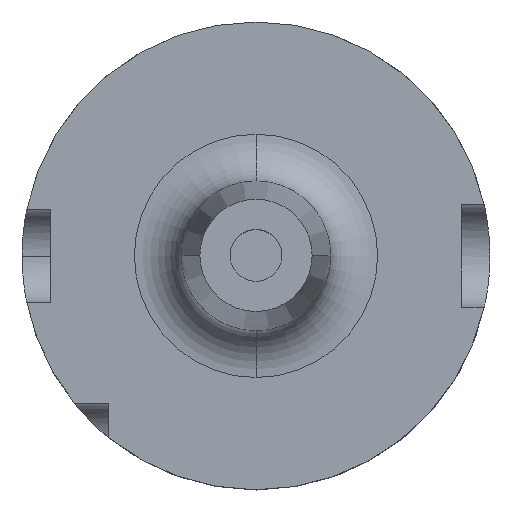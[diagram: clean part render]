
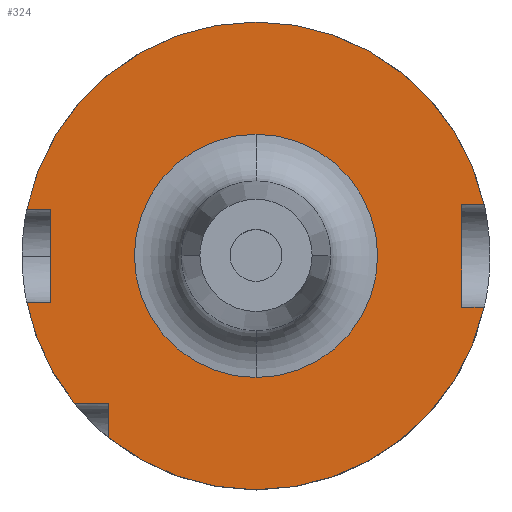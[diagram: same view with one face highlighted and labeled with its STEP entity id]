
A CAD part, top view. The second image highlights one B-rep face of the part: STEP entity #324.
In plain terms, the highlighted planar face has unit normal (0, 0, 1).
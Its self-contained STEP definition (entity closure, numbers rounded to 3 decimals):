
#8 = CIRCLE ( 'NONE', #1744, 50. ) ;
#83 = AXIS2_PLACEMENT_3D ( 'NONE', #1495, #1444, #1518 ) ;
#205 = CARTESIAN_POINT ( 'NONE',  ( 0., 50., 29. ) ) ;
#212 = CARTESIAN_POINT ( 'NONE',  ( 44., 11., 29. ) ) ;
#229 = ORIENTED_EDGE ( 'NONE', *, *, #1743, .F. ) ;
#258 = VERTEX_POINT ( 'NONE', #212 ) ;
#280 = VERTEX_POINT ( 'NONE', #761 ) ;
#305 = VERTEX_POINT ( 'NONE', #1758 ) ;
#306 = CARTESIAN_POINT ( 'NONE',  ( 48.775, 11., 29. ) ) ;
#310 = LINE ( 'NONE', #1958, #773 ) ;
#315 = CARTESIAN_POINT ( 'NONE',  ( 0., -26., 29. ) ) ;
#324 = ADVANCED_FACE ( 'NONE', ( #1820, #665 ), #793, .T. ) ;
#345 = CARTESIAN_POINT ( 'NONE',  ( 0., -11., 29. ) ) ;
#382 = EDGE_CURVE ( 'NONE', #1829, #2477, #2660, .T. ) ;
#482 = EDGE_CURVE ( 'NONE', #258, #280, #1416, .T. ) ;
#522 = VECTOR ( 'NONE', #2745, 1000. ) ;
#529 = EDGE_CURVE ( 'NONE', #1280, #2064, #1980, .T. ) ;
#542 = AXIS2_PLACEMENT_3D ( 'NONE', #692, #1382, #1335 ) ;
#594 = DIRECTION ( 'NONE',  ( -1., 0., 0. ) ) ;
#644 = DIRECTION ( 'NONE',  ( 0., -1., 0. ) ) ;
#655 = DIRECTION ( 'NONE',  ( 0., 1., 0. ) ) ;
#659 = CARTESIAN_POINT ( 'NONE',  ( 44., -11., 29. ) ) ;
#665 = FACE_OUTER_BOUND ( 'NONE', #1015, .T. ) ;
#685 = DIRECTION ( 'NONE',  ( 0., 0., -1. ) ) ;
#692 = CARTESIAN_POINT ( 'NONE',  ( 0., 0., 29. ) ) ;
#725 = CARTESIAN_POINT ( 'NONE',  ( 0., 10., 29. ) ) ;
#750 = ORIENTED_EDGE ( 'NONE', *, *, #382, .F. ) ;
#761 = CARTESIAN_POINT ( 'NONE',  ( 44., -11., 29. ) ) ;
#773 = VECTOR ( 'NONE', #2378, 1000. ) ;
#780 = CARTESIAN_POINT ( 'NONE',  ( -31.5, 0., 29. ) ) ;
#793 = PLANE ( 'NONE',  #2621 ) ;
#826 = AXIS2_PLACEMENT_3D ( 'NONE', #2763, #2769, #2780 ) ;
#833 = VECTOR ( 'NONE', #1394, 1000. ) ;
#881 = EDGE_CURVE ( 'NONE', #1963, #1869, #2150, .T. ) ;
#909 = VERTEX_POINT ( 'NONE', #2365 ) ;
#929 = EDGE_CURVE ( 'NONE', #1669, #1453, #1027, .T. ) ;
#956 = AXIS2_PLACEMENT_3D ( 'NONE', #1905, #2363, #1812 ) ;
#1013 = DIRECTION ( 'NONE',  ( 0., 1., 0. ) ) ;
#1015 = EDGE_LOOP ( 'NONE', ( #1554, #2221, #1457, #1650, #2457, #2016, #229, #750, #1822, #2239, #1542, #1128 ) ) ;
#1021 = CARTESIAN_POINT ( 'NONE',  ( -38.83, -31.5, 29. ) ) ;
#1027 = LINE ( 'NONE', #2174, #2655 ) ;
#1050 = CARTESIAN_POINT ( 'NONE',  ( 0., 0., 29. ) ) ;
#1053 = LINE ( 'NONE', #345, #1639 ) ;
#1072 = CARTESIAN_POINT ( 'NONE',  ( 0., 0., 29. ) ) ;
#1127 = VECTOR ( 'NONE', #594, 1000. ) ;
#1128 = ORIENTED_EDGE ( 'NONE', *, *, #1889, .F. ) ;
#1184 = LINE ( 'NONE', #1706, #522 ) ;
#1236 = CARTESIAN_POINT ( 'NONE',  ( 0., 0., 29. ) ) ;
#1280 = VERTEX_POINT ( 'NONE', #1620 ) ;
#1289 = EDGE_LOOP ( 'NONE', ( #1846, #2376 ) ) ;
#1335 = DIRECTION ( 'NONE',  ( 0., 1., 0. ) ) ;
#1382 = DIRECTION ( 'NONE',  ( 0., 0., -1. ) ) ;
#1383 = CARTESIAN_POINT ( 'NONE',  ( -31.5, -31.5, 29. ) ) ;
#1394 = DIRECTION ( 'NONE',  ( 0., -1., 0. ) ) ;
#1416 = LINE ( 'NONE', #659, #833 ) ;
#1434 = CIRCLE ( 'NONE', #2724, 26. ) ;
#1444 = DIRECTION ( 'NONE',  ( 0., 0., -1. ) ) ;
#1453 = VERTEX_POINT ( 'NONE', #2535 ) ;
#1457 = ORIENTED_EDGE ( 'NONE', *, *, #2062, .F. ) ;
#1491 = VECTOR ( 'NONE', #655, 1000. ) ;
#1495 = CARTESIAN_POINT ( 'NONE',  ( 0., 0., 29. ) ) ;
#1518 = DIRECTION ( 'NONE',  ( 0., -1., 0. ) ) ;
#1534 = CARTESIAN_POINT ( 'NONE',  ( -48.99, 10., 29. ) ) ;
#1542 = ORIENTED_EDGE ( 'NONE', *, *, #2493, .F. ) ;
#1554 = ORIENTED_EDGE ( 'NONE', *, *, #1773, .F. ) ;
#1612 = DIRECTION ( 'NONE',  ( -1., 0., 0. ) ) ;
#1620 = CARTESIAN_POINT ( 'NONE',  ( -31.5, -38.83, 29. ) ) ;
#1639 = VECTOR ( 'NONE', #1612, 1000. ) ;
#1650 = ORIENTED_EDGE ( 'NONE', *, *, #1854, .T. ) ;
#1669 = VERTEX_POINT ( 'NONE', #2052 ) ;
#1706 = CARTESIAN_POINT ( 'NONE',  ( 0., 11., 29. ) ) ;
#1734 = CIRCLE ( 'NONE', #956, 50. ) ;
#1743 = EDGE_CURVE ( 'NONE', #2477, #2261, #1774, .T. ) ;
#1744 = AXIS2_PLACEMENT_3D ( 'NONE', #1236, #2525, #1013 ) ;
#1758 = CARTESIAN_POINT ( 'NONE',  ( -48.99, -10., 29. ) ) ;
#1773 = EDGE_CURVE ( 'NONE', #2064, #1787, #2238, .T. ) ;
#1774 = CIRCLE ( 'NONE', #826, 50. ) ;
#1787 = VERTEX_POINT ( 'NONE', #1021 ) ;
#1812 = DIRECTION ( 'NONE',  ( 0., 1., 0. ) ) ;
#1820 = FACE_BOUND ( 'NONE', #1289, .T. ) ;
#1822 = ORIENTED_EDGE ( 'NONE', *, *, #2252, .F. ) ;
#1829 = VERTEX_POINT ( 'NONE', #1534 ) ;
#1846 = ORIENTED_EDGE ( 'NONE', *, *, #881, .T. ) ;
#1854 = EDGE_CURVE ( 'NONE', #909, #280, #1053, .T. ) ;
#1869 = VERTEX_POINT ( 'NONE', #1925 ) ;
#1889 = EDGE_CURVE ( 'NONE', #1787, #305, #8, .T. ) ;
#1899 = VECTOR ( 'NONE', #2540, 1000. ) ;
#1905 = CARTESIAN_POINT ( 'NONE',  ( 0., 0., 29. ) ) ;
#1925 = CARTESIAN_POINT ( 'NONE',  ( 0., 26., 29. ) ) ;
#1958 = CARTESIAN_POINT ( 'NONE',  ( 0., -10., 29. ) ) ;
#1963 = VERTEX_POINT ( 'NONE', #315 ) ;
#1969 = EDGE_CURVE ( 'NONE', #1869, #1963, #1434, .T. ) ;
#1980 = LINE ( 'NONE', #780, #1491 ) ;
#2016 = ORIENTED_EDGE ( 'NONE', *, *, #2358, .T. ) ;
#2052 = CARTESIAN_POINT ( 'NONE',  ( -44., 10., 29. ) ) ;
#2062 = EDGE_CURVE ( 'NONE', #909, #1280, #1734, .T. ) ;
#2064 = VERTEX_POINT ( 'NONE', #1383 ) ;
#2150 = CIRCLE ( 'NONE', #83, 26. ) ;
#2162 = DIRECTION ( 'NONE',  ( 0., 0., 1. ) ) ;
#2174 = CARTESIAN_POINT ( 'NONE',  ( -44., -10., 29. ) ) ;
#2221 = ORIENTED_EDGE ( 'NONE', *, *, #529, .F. ) ;
#2222 = DIRECTION ( 'NONE',  ( 0., -1., 0. ) ) ;
#2238 = LINE ( 'NONE', #2742, #1127 ) ;
#2239 = ORIENTED_EDGE ( 'NONE', *, *, #929, .T. ) ;
#2252 = EDGE_CURVE ( 'NONE', #1669, #1829, #2508, .T. ) ;
#2261 = VERTEX_POINT ( 'NONE', #306 ) ;
#2358 = EDGE_CURVE ( 'NONE', #258, #2261, #1184, .T. ) ;
#2363 = DIRECTION ( 'NONE',  ( 0., 0., -1. ) ) ;
#2365 = CARTESIAN_POINT ( 'NONE',  ( 48.775, -11., 29. ) ) ;
#2376 = ORIENTED_EDGE ( 'NONE', *, *, #1969, .T. ) ;
#2378 = DIRECTION ( 'NONE',  ( 1., 0., 0. ) ) ;
#2457 = ORIENTED_EDGE ( 'NONE', *, *, #482, .F. ) ;
#2477 = VERTEX_POINT ( 'NONE', #205 ) ;
#2493 = EDGE_CURVE ( 'NONE', #305, #1453, #310, .T. ) ;
#2508 = LINE ( 'NONE', #725, #1899 ) ;
#2525 = DIRECTION ( 'NONE',  ( 0., 0., -1. ) ) ;
#2535 = CARTESIAN_POINT ( 'NONE',  ( -44., -10., 29. ) ) ;
#2540 = DIRECTION ( 'NONE',  ( -1., 0., 0. ) ) ;
#2621 = AXIS2_PLACEMENT_3D ( 'NONE', #1050, #2162, #2222 ) ;
#2655 = VECTOR ( 'NONE', #2697, 1000. ) ;
#2660 = CIRCLE ( 'NONE', #542, 50. ) ;
#2697 = DIRECTION ( 'NONE',  ( 0., -1., 0. ) ) ;
#2724 = AXIS2_PLACEMENT_3D ( 'NONE', #1072, #685, #644 ) ;
#2742 = CARTESIAN_POINT ( 'NONE',  ( 0., -31.5, 29. ) ) ;
#2745 = DIRECTION ( 'NONE',  ( 1., 0., 0. ) ) ;
#2763 = CARTESIAN_POINT ( 'NONE',  ( 0., 0., 29. ) ) ;
#2769 = DIRECTION ( 'NONE',  ( 0., 0., -1. ) ) ;
#2780 = DIRECTION ( 'NONE',  ( 0., 1., 0. ) ) ;
